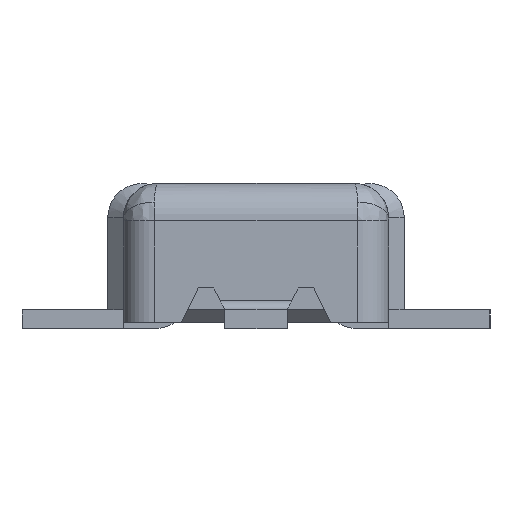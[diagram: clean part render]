
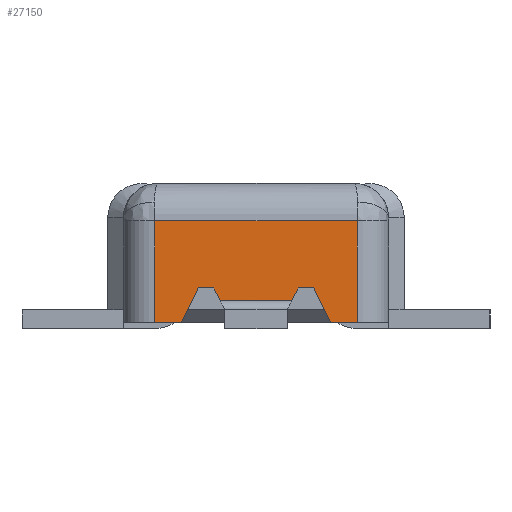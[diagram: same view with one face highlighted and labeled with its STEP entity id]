
A CAD part, left-side view. The second image highlights one B-rep face of the part: STEP entity #27150.
In plain terms, the highlighted face is planar.
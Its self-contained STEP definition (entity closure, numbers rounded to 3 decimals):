
#5060=CARTESIAN_POINT('',(-156.535,-0.37,
10.199));
#5070=VERTEX_POINT('',#5060);
#5120=CARTESIAN_POINT('',(-156.535,-0.695,
10.199));
#5130=DIRECTION('',(0.,1.,0.));
#5140=VECTOR('',#5130,1.);
#5150=LINE('',#5120,#5140);
#5160=CARTESIAN_POINT('',(-156.535,-0.695,
10.199));
#5170=VERTEX_POINT('',#5160);
#5180=EDGE_CURVE('',#5170,#5070,#5150,.T.);
#11610=CARTESIAN_POINT('',(-155.885,-0.37,
10.199));
#11620=VERTEX_POINT('',#11610);
#11650=CARTESIAN_POINT('',(-156.535,-0.37,
10.199));
#11660=DIRECTION('',(1.,0.,0.));
#11670=VECTOR('',#11660,1.);
#11680=LINE('',#11650,#11670);
#11690=EDGE_CURVE('',#5070,#11620,#11680,.T.);
#25850=CARTESIAN_POINT('',(0.,-0.695,10.199));
#25860=DIRECTION('',(1.,-0.,-0.));
#25870=VECTOR('',#25860,1.);
#25880=LINE('',#25850,#25870);
#25890=CARTESIAN_POINT('',(-155.97,-0.695,
10.199));
#25900=VERTEX_POINT('',#25890);
#25910=CARTESIAN_POINT('',(-155.885,-0.695,
10.199));
#25920=VERTEX_POINT('',#25910);
#25930=EDGE_CURVE('',#25900,#25920,#25880,.T.);
#26110=CARTESIAN_POINT('',(0.,-0.695,10.199));
#26120=DIRECTION('',(-1.,0.,0.));
#26130=VECTOR('',#26120,1.);
#26140=LINE('',#26110,#26130);
#26150=CARTESIAN_POINT('',(-156.45,-0.695,
10.199));
#26160=VERTEX_POINT('',#26150);
#26170=EDGE_CURVE('',#26160,#5170,#26140,.T.);
#26440=CARTESIAN_POINT('',(-155.865,-0.707,
10.199));
#26450=DIRECTION('',(0.,0.,1.));
#26460=DIRECTION('',(1.,0.,-0.));
#26470=AXIS2_PLACEMENT_3D('',#26440,#26450,#26460);
#26480=PLANE('',#26470);
#26490=ORIENTED_EDGE('',*,*,#26170,.F.);
#26500=ORIENTED_EDGE('',*,*,#5180,.F.);
#26510=ORIENTED_EDGE('',*,*,#11690,.F.);
#26520=CARTESIAN_POINT('',(-155.885,-0.37,
10.199));
#26530=DIRECTION('',(0.,-1.,0.));
#26540=VECTOR('',#26530,1.);
#26550=LINE('',#26520,#26540);
#26560=EDGE_CURVE('',#11620,#25920,#26550,.T.);
#26570=ORIENTED_EDGE('',*,*,#26560,.F.);
#26580=ORIENTED_EDGE('',*,*,#25930,.T.);
#26590=CARTESIAN_POINT('',(-156.318,0.,10.199));
#26600=DIRECTION('',(0.447,-0.894,0.));
#26610=VECTOR('',#26600,1.);
#26620=LINE('',#26590,#26610);
#26630=CARTESIAN_POINT('',(-156.025,-0.585,
10.199));
#26640=VERTEX_POINT('',#26630);
#26650=EDGE_CURVE('',#26640,#25900,#26620,.T.);
#26660=ORIENTED_EDGE('',*,*,#26650,.T.);
#26670=CARTESIAN_POINT('',(0.,-0.585,10.199));
#26680=DIRECTION('',(1.,0.,0.));
#26690=VECTOR('',#26680,1.);
#26700=LINE('',#26670,#26690);
#26710=CARTESIAN_POINT('',(-156.075,-0.585,
10.199));
#26720=VERTEX_POINT('',#26710);
#26730=EDGE_CURVE('',#26720,#26640,#26700,.T.);
#26740=ORIENTED_EDGE('',*,*,#26730,.T.);
#26750=CARTESIAN_POINT('',(-155.783,0.,10.199));
#26760=DIRECTION('',(-0.447,-0.894,-0.));
#26770=VECTOR('',#26760,1.);
#26780=LINE('',#26750,#26770);
#26790=CARTESIAN_POINT('',(-156.095,-0.625,
10.199));
#26800=VERTEX_POINT('',#26790);
#26810=EDGE_CURVE('',#26720,#26800,#26780,.T.);
#26820=ORIENTED_EDGE('',*,*,#26810,.F.);
#26830=CARTESIAN_POINT('',(-156.095,-0.625,
10.199));
#26840=DIRECTION('',(-1.,0.,0.));
#26850=VECTOR('',#26840,1.);
#26860=LINE('',#26830,#26850);
#26870=CARTESIAN_POINT('',(-156.325,-0.625,
10.199));
#26880=VERTEX_POINT('',#26870);
#26890=EDGE_CURVE('',#26800,#26880,#26860,.T.);
#26900=ORIENTED_EDGE('',*,*,#26890,.F.);
#26910=CARTESIAN_POINT('',(-156.637,0.,10.199));
#26920=DIRECTION('',(0.447,-0.894,0.));
#26930=VECTOR('',#26920,1.);
#26940=LINE('',#26910,#26930);
#26950=CARTESIAN_POINT('',(-156.345,-0.585,
10.199));
#26960=VERTEX_POINT('',#26950);
#26970=EDGE_CURVE('',#26960,#26880,#26940,.T.);
#26980=ORIENTED_EDGE('',*,*,#26970,.T.);
#26990=CARTESIAN_POINT('',(0.,-0.585,10.199));
#27000=DIRECTION('',(-1.,-0.,-0.));
#27010=VECTOR('',#27000,1.);
#27020=LINE('',#26990,#27010);
#27030=CARTESIAN_POINT('',(-156.395,-0.585,
10.199));
#27040=VERTEX_POINT('',#27030);
#27050=EDGE_CURVE('',#26960,#27040,#27020,.T.);
#27060=ORIENTED_EDGE('',*,*,#27050,.F.);
#27070=CARTESIAN_POINT('',(-156.103,0.,10.199));
#27080=DIRECTION('',(-0.447,-0.894,-0.));
#27090=VECTOR('',#27080,1.);
#27100=LINE('',#27070,#27090);
#27110=EDGE_CURVE('',#27040,#26160,#27100,.T.);
#27120=ORIENTED_EDGE('',*,*,#27110,.F.);
#27130=EDGE_LOOP('',(#27120,#27060,#26980,#26900,#26820,#26740,#26660,
#26580,#26570,#26510,#26500,#26490));
#27140=FACE_OUTER_BOUND('',#27130,.T.);
#27150=ADVANCED_FACE('',(#27140),#26480,.T.);
